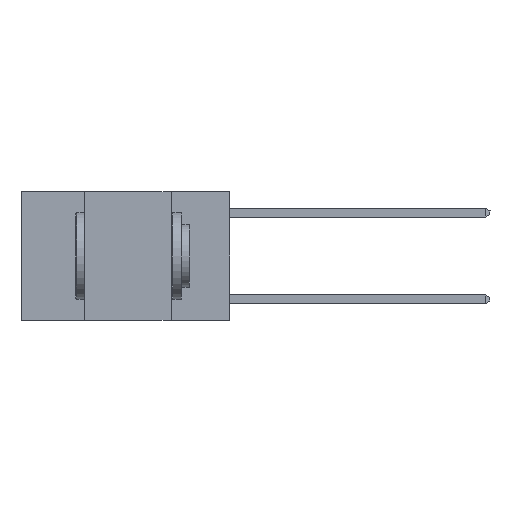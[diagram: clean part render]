
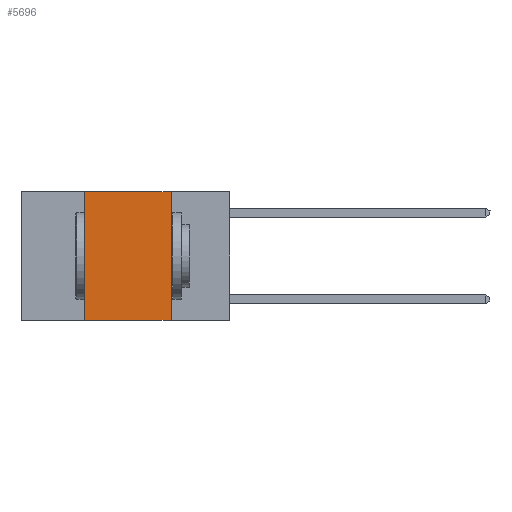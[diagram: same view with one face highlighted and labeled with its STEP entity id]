
A CAD part, left-side view. The second image highlights one B-rep face of the part: STEP entity #5696.
In plain terms, the highlighted planar face has unit normal (-1, 0, 0).
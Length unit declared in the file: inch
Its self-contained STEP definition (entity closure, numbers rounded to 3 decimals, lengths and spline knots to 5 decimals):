
#287 = VERTEX_POINT ( 'NONE', #8171 ) ;
#567 = CARTESIAN_POINT ( 'NONE',  ( 0., 0.42, 0. ) ) ;
#845 = VECTOR ( 'NONE', #12898, 39.37008 ) ;
#909 = VECTOR ( 'NONE', #4540, 39.37008 ) ;
#1474 = ORIENTED_EDGE ( 'NONE', *, *, #4647, .F. ) ;
#1805 = CARTESIAN_POINT ( 'NONE',  ( 0., 0.6, 0. ) ) ;
#2088 = ORIENTED_EDGE ( 'NONE', *, *, #3889, .T. ) ;
#2608 = VERTEX_POINT ( 'NONE', #5301 ) ;
#2732 = ORIENTED_EDGE ( 'NONE', *, *, #15637, .F. ) ;
#3417 = PLANE ( 'NONE',  #6702 ) ;
#3889 = EDGE_CURVE ( 'NONE', #2608, #15384, #7636, .T. ) ;
#4540 = DIRECTION ( 'NONE',  ( 0., -1., 0. ) ) ;
#4557 = EDGE_LOOP ( 'NONE', ( #1474, #10363, #2732, #2088 ) ) ;
#4647 = EDGE_CURVE ( 'NONE', #287, #15384, #11341, .T. ) ;
#5301 = CARTESIAN_POINT ( 'NONE',  ( 0., 0.42, -0.37 ) ) ;
#5696 = ADVANCED_FACE ( 'NONE', ( #15720 ), #3417, .F. ) ;
#5730 = CARTESIAN_POINT ( 'NONE',  ( 0., 0.17, 0. ) ) ;
#6301 = DIRECTION ( 'NONE',  ( 0., -1., 0. ) ) ;
#6702 = AXIS2_PLACEMENT_3D ( 'NONE', #10318, #14365, #11653 ) ;
#6930 = EDGE_CURVE ( 'NONE', #11760, #287, #14127, .T. ) ;
#7636 = LINE ( 'NONE', #13108, #12457 ) ;
#7923 = VECTOR ( 'NONE', #11161, 39.37008 ) ;
#8171 = CARTESIAN_POINT ( 'NONE',  ( 0., 0.17, 0. ) ) ;
#8897 = CARTESIAN_POINT ( 'NONE',  ( 0., 0.17, -0.37 ) ) ;
#10318 = CARTESIAN_POINT ( 'NONE',  ( 0., 0.6, 0. ) ) ;
#10363 = ORIENTED_EDGE ( 'NONE', *, *, #6930, .F. ) ;
#11161 = DIRECTION ( 'NONE',  ( 0., 0., -1. ) ) ;
#11341 = LINE ( 'NONE', #5730, #7923 ) ;
#11653 = DIRECTION ( 'NONE',  ( 0., 0., -1. ) ) ;
#11760 = VERTEX_POINT ( 'NONE', #15429 ) ;
#12457 = VECTOR ( 'NONE', #6301, 39.37008 ) ;
#12898 = DIRECTION ( 'NONE',  ( 0., 0., 1. ) ) ;
#13108 = CARTESIAN_POINT ( 'NONE',  ( 0., 0.6, -0.37 ) ) ;
#14127 = LINE ( 'NONE', #1805, #909 ) ;
#14365 = DIRECTION ( 'NONE',  ( 1., 0., 0. ) ) ;
#15384 = VERTEX_POINT ( 'NONE', #8897 ) ;
#15429 = CARTESIAN_POINT ( 'NONE',  ( 0., 0.42, 0. ) ) ;
#15605 = LINE ( 'NONE', #567, #845 ) ;
#15637 = EDGE_CURVE ( 'NONE', #2608, #11760, #15605, .T. ) ;
#15720 = FACE_OUTER_BOUND ( 'NONE', #4557, .T. ) ;
